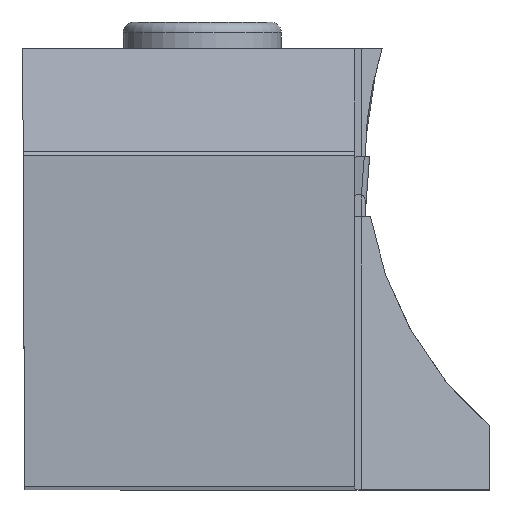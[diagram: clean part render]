
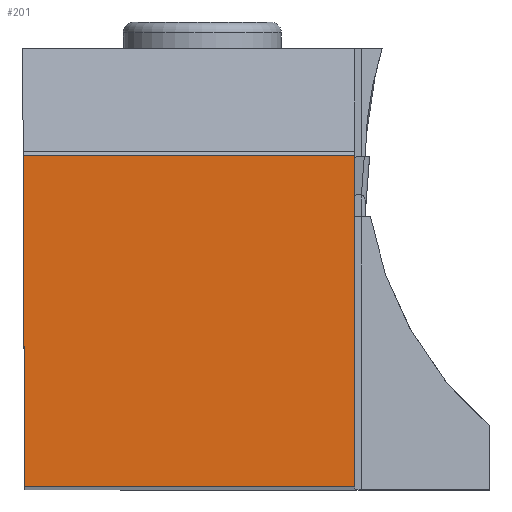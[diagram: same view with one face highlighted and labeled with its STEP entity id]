
A CAD part, top view. The second image highlights one B-rep face of the part: STEP entity #201.
In plain terms, the highlighted planar face has unit normal (0, 0, 1).
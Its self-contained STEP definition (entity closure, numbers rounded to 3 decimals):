
#201=ADVANCED_FACE('BLANK_BOXF006',(#319),#252,.F.);
#252=PLANE('',#1572);
#319=FACE_OUTER_BOUND('',#388,.T.);
#388=EDGE_LOOP('',(#724,#725,#726,#727));
#724=ORIENTED_EDGE('',*,*,#1069,.T.);
#725=ORIENTED_EDGE('',*,*,#1114,.T.);
#726=ORIENTED_EDGE('',*,*,#1110,.T.);
#727=ORIENTED_EDGE('',*,*,#1106,.T.);
#908=VERTEX_POINT('',#2397);
#909=VERTEX_POINT('',#2399);
#931=VERTEX_POINT('',#2534);
#933=VERTEX_POINT('',#2542);
#1069=EDGE_CURVE('',#909,#908,#1219,.T.);
#1106=EDGE_CURVE('',#931,#909,#1249,.T.);
#1110=EDGE_CURVE('',#933,#931,#1253,.T.);
#1114=EDGE_CURVE('',#908,#933,#1257,.T.);
#1219=LINE('',#2398,#1360);
#1249=LINE('',#2533,#1390);
#1253=LINE('',#2541,#1394);
#1257=LINE('',#2549,#1398);
#1360=VECTOR('',#1835,1.);
#1390=VECTOR('',#1891,1.);
#1394=VECTOR('',#1899,1.);
#1398=VECTOR('',#1905,1.);
#1572=AXIS2_PLACEMENT_3D('',#2550,#1906,#1907);
#1835=DIRECTION('',(0.,1.,0.));
#1891=DIRECTION('',(1.,0.,0.));
#1899=DIRECTION('',(0.004,-1.,0.));
#1905=DIRECTION('',(-1.,0.,0.));
#1906=DIRECTION('',(0.,0.,-1.));
#1907=DIRECTION('',(0.,-1.,0.));
#2397=CARTESIAN_POINT('',(24.875,24.875,0.));
#2398=CARTESIAN_POINT('',(24.875,-150.35,0.));
#2399=CARTESIAN_POINT('',(24.875,0.,0.));
#2533=CARTESIAN_POINT('',(-150.35,0.,0.));
#2534=CARTESIAN_POINT('',(0.109,0.,0.));
#2541=CARTESIAN_POINT('',(-0.547,150.349,0.));
#2542=CARTESIAN_POINT('',(0.,24.875,0.));
#2549=CARTESIAN_POINT('',(150.35,24.875,0.));
#2550=CARTESIAN_POINT('',(34.982,-5.,0.));
